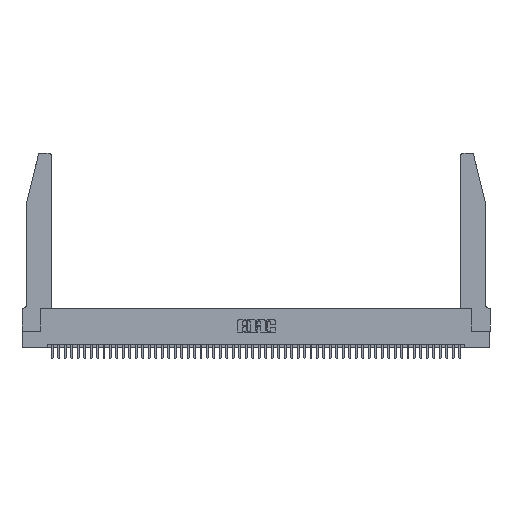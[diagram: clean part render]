
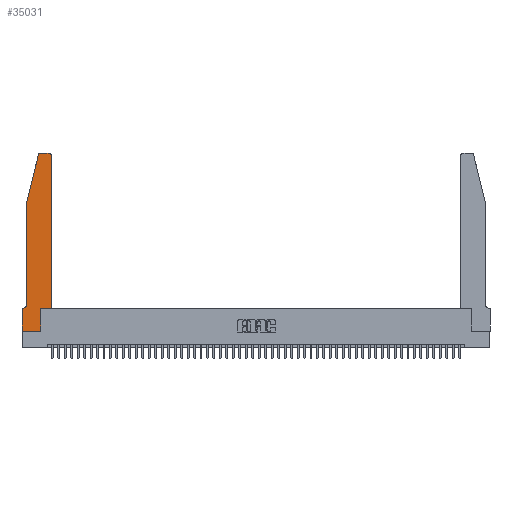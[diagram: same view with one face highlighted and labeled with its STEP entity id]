
A CAD part, top view. The second image highlights one B-rep face of the part: STEP entity #35031.
In plain terms, the highlighted planar face has unit normal (0, 0, 1).
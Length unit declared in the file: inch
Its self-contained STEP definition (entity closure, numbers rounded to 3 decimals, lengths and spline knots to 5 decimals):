
#518 = VECTOR ( 'NONE', #23734, 39.37008 ) ;
#598 = EDGE_CURVE ( 'NONE', #27388, #43980, #43329, .T. ) ;
#1173 = CARTESIAN_POINT ( 'NONE',  ( 0.4505, 0.35, 0.37 ) ) ;
#1253 = VERTEX_POINT ( 'NONE', #31539 ) ;
#2264 = FACE_OUTER_BOUND ( 'NONE', #8633, .T. ) ;
#2524 = ORIENTED_EDGE ( 'NONE', *, *, #52109, .T. ) ;
#4518 = LINE ( 'NONE', #23305, #26565 ) ;
#5062 = VERTEX_POINT ( 'NONE', #50564 ) ;
#5613 = ORIENTED_EDGE ( 'NONE', *, *, #18615, .T. ) ;
#7147 = VECTOR ( 'NONE', #17840, 39.37008 ) ;
#7303 = DIRECTION ( 'NONE',  ( -0.239, -0.971, 0. ) ) ;
#7398 = DIRECTION ( 'NONE',  ( 1., 0., 0. ) ) ;
#7462 = ORIENTED_EDGE ( 'NONE', *, *, #28139, .T. ) ;
#7925 = CARTESIAN_POINT ( 'NONE',  ( 0.2605, 2.75, 0.37 ) ) ;
#8305 = DIRECTION ( 'NONE',  ( 1., 0., 0. ) ) ;
#8371 = CARTESIAN_POINT ( 'NONE',  ( 0.2865, 0.35, 0.37 ) ) ;
#8633 = EDGE_LOOP ( 'NONE', ( #5613, #21043, #20775, #7462, #28393, #14217, #43704, #30429, #38656, #17820, #2524, #41706 ) ) ;
#9005 = LINE ( 'NONE', #42319, #7147 ) ;
#9501 = DIRECTION ( 'NONE',  ( 0., -1., 0. ) ) ;
#9507 = CIRCLE ( 'NONE', #42821, 0.03 ) ;
#11133 = AXIS2_PLACEMENT_3D ( 'NONE', #16166, #28338, #8305 ) ;
#11506 = CARTESIAN_POINT ( 'NONE',  ( 0., 0., 0.37 ) ) ;
#11789 = CARTESIAN_POINT ( 'NONE',  ( 0.0055, 0.42, 0.37 ) ) ;
#12485 = VERTEX_POINT ( 'NONE', #44029 ) ;
#13023 = VERTEX_POINT ( 'NONE', #52121 ) ;
#13164 = VERTEX_POINT ( 'NONE', #44828 ) ;
#13513 = EDGE_CURVE ( 'NONE', #43980, #51239, #35457, .T. ) ;
#14217 = ORIENTED_EDGE ( 'NONE', *, *, #42644, .T. ) ;
#15447 = DIRECTION ( 'NONE',  ( -1., 0., 0. ) ) ;
#16166 = CARTESIAN_POINT ( 'NONE',  ( 0.4205, 2.72, 0.37 ) ) ;
#16512 = VECTOR ( 'NONE', #30381, 39.37008 ) ;
#17820 = ORIENTED_EDGE ( 'NONE', *, *, #32247, .T. ) ;
#17840 = DIRECTION ( 'NONE',  ( -1., 0., 0. ) ) ;
#18395 = CARTESIAN_POINT ( 'NONE',  ( 0.0055, 0.35, 0.37 ) ) ;
#18615 = EDGE_CURVE ( 'NONE', #12485, #20402, #50906, .T. ) ;
#18777 = CARTESIAN_POINT ( 'NONE',  ( 0., 0.35, 0.37 ) ) ;
#18946 = VERTEX_POINT ( 'NONE', #33382 ) ;
#19207 = CARTESIAN_POINT ( 'NONE',  ( 0.284, 2.75, 0.37 ) ) ;
#19524 = DIRECTION ( 'NONE',  ( 0., 0., 1. ) ) ;
#20242 = LINE ( 'NONE', #1173, #37824 ) ;
#20402 = VERTEX_POINT ( 'NONE', #19207 ) ;
#20404 = EDGE_CURVE ( 'NONE', #23279, #12485, #22779, .T. ) ;
#20775 = ORIENTED_EDGE ( 'NONE', *, *, #49636, .T. ) ;
#21043 = ORIENTED_EDGE ( 'NONE', *, *, #45759, .T. ) ;
#21615 = DIRECTION ( 'NONE',  ( 0., 1., 0. ) ) ;
#21980 = CARTESIAN_POINT ( 'NONE',  ( 0.2865, 0., 0.37 ) ) ;
#22779 = CIRCLE ( 'NONE', #11133, 0.03 ) ;
#23279 = VERTEX_POINT ( 'NONE', #30981 ) ;
#23305 = CARTESIAN_POINT ( 'NONE',  ( 0.0755, 2., 0.37 ) ) ;
#23722 = LINE ( 'NONE', #49601, #42026 ) ;
#23734 = DIRECTION ( 'NONE',  ( -1., 0., 0. ) ) ;
#25066 = VECTOR ( 'NONE', #31765, 39.37008 ) ;
#25425 = DIRECTION ( 'NONE',  ( 1., 0., 0. ) ) ;
#26565 = VECTOR ( 'NONE', #7303, 39.37008 ) ;
#27388 = VERTEX_POINT ( 'NONE', #32835 ) ;
#27945 = CARTESIAN_POINT ( 'NONE',  ( 0.284, 2.72, 0.37 ) ) ;
#28139 = EDGE_CURVE ( 'NONE', #13164, #1253, #48897, .T. ) ;
#28338 = DIRECTION ( 'NONE',  ( 0., 0., 1. ) ) ;
#28393 = ORIENTED_EDGE ( 'NONE', *, *, #38184, .T. ) ;
#30001 = VECTOR ( 'NONE', #35510, 39.37008 ) ;
#30381 = DIRECTION ( 'NONE',  ( 0., 1., 0. ) ) ;
#30429 = ORIENTED_EDGE ( 'NONE', *, *, #598, .T. ) ;
#30513 = LINE ( 'NONE', #37143, #43730 ) ;
#30981 = CARTESIAN_POINT ( 'NONE',  ( 0.4505, 2.72, 0.37 ) ) ;
#31539 = CARTESIAN_POINT ( 'NONE',  ( 0.0755, 0.42, 0.37 ) ) ;
#31765 = DIRECTION ( 'NONE',  ( 1., 0., 0. ) ) ;
#32247 = EDGE_CURVE ( 'NONE', #51239, #13023, #20242, .T. ) ;
#32835 = CARTESIAN_POINT ( 'NONE',  ( 0., 0., 0.37 ) ) ;
#33382 = CARTESIAN_POINT ( 'NONE',  ( 0.25487, 2.72718, 0.37 ) ) ;
#35031 = ADVANCED_FACE ( 'NONE', ( #2264 ), #50642, .T. ) ;
#35457 = LINE ( 'NONE', #50465, #16512 ) ;
#35510 = DIRECTION ( 'NONE',  ( 0., -1., 0. ) ) ;
#37143 = CARTESIAN_POINT ( 'NONE',  ( 0., 0., 0.37 ) ) ;
#37824 = VECTOR ( 'NONE', #25425, 39.37008 ) ;
#38184 = EDGE_CURVE ( 'NONE', #1253, #41640, #50683, .T. ) ;
#38313 = DIRECTION ( 'NONE',  ( 1., 0., 0. ) ) ;
#38656 = ORIENTED_EDGE ( 'NONE', *, *, #13513, .T. ) ;
#39604 = AXIS2_PLACEMENT_3D ( 'NONE', #11789, #51770, #15447 ) ;
#41640 = VERTEX_POINT ( 'NONE', #18395 ) ;
#41706 = ORIENTED_EDGE ( 'NONE', *, *, #20404, .T. ) ;
#42026 = VECTOR ( 'NONE', #21615, 39.37008 ) ;
#42319 = CARTESIAN_POINT ( 'NONE',  ( 0.0755, 0.35, 0.37 ) ) ;
#42644 = EDGE_CURVE ( 'NONE', #41640, #5062, #9005, .T. ) ;
#42821 = AXIS2_PLACEMENT_3D ( 'NONE', #27945, #19524, #7398 ) ;
#43039 = CARTESIAN_POINT ( 'NONE',  ( 0.0755, 2., 0.37 ) ) ;
#43329 = LINE ( 'NONE', #11506, #25066 ) ;
#43704 = ORIENTED_EDGE ( 'NONE', *, *, #43841, .T. ) ;
#43730 = VECTOR ( 'NONE', #9501, 39.37008 ) ;
#43841 = EDGE_CURVE ( 'NONE', #5062, #27388, #30513, .T. ) ;
#43980 = VERTEX_POINT ( 'NONE', #21980 ) ;
#44029 = CARTESIAN_POINT ( 'NONE',  ( 0.4205, 2.75, 0.37 ) ) ;
#44828 = CARTESIAN_POINT ( 'NONE',  ( 0.0755, 2., 0.37 ) ) ;
#45759 = EDGE_CURVE ( 'NONE', #20402, #18946, #9507, .T. ) ;
#46898 = DIRECTION ( 'NONE',  ( 0., 0., 1. ) ) ;
#48897 = LINE ( 'NONE', #43039, #30001 ) ;
#49601 = CARTESIAN_POINT ( 'NONE',  ( 0.4505, 0.35, 0.37 ) ) ;
#49636 = EDGE_CURVE ( 'NONE', #18946, #13164, #4518, .T. ) ;
#50465 = CARTESIAN_POINT ( 'NONE',  ( 0.2865, 0.35, 0.37 ) ) ;
#50564 = CARTESIAN_POINT ( 'NONE',  ( 0., 0.35, 0.37 ) ) ;
#50642 = PLANE ( 'NONE',  #50647 ) ;
#50647 = AXIS2_PLACEMENT_3D ( 'NONE', #18777, #46898, #38313 ) ;
#50683 = CIRCLE ( 'NONE', #39604, 0.07 ) ;
#50906 = LINE ( 'NONE', #7925, #518 ) ;
#51239 = VERTEX_POINT ( 'NONE', #8371 ) ;
#51770 = DIRECTION ( 'NONE',  ( 0., 0., -1. ) ) ;
#52109 = EDGE_CURVE ( 'NONE', #13023, #23279, #23722, .T. ) ;
#52121 = CARTESIAN_POINT ( 'NONE',  ( 0.4505, 0.35, 0.37 ) ) ;
